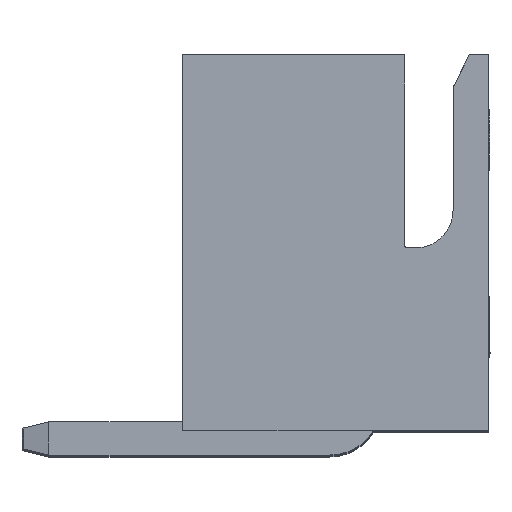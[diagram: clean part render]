
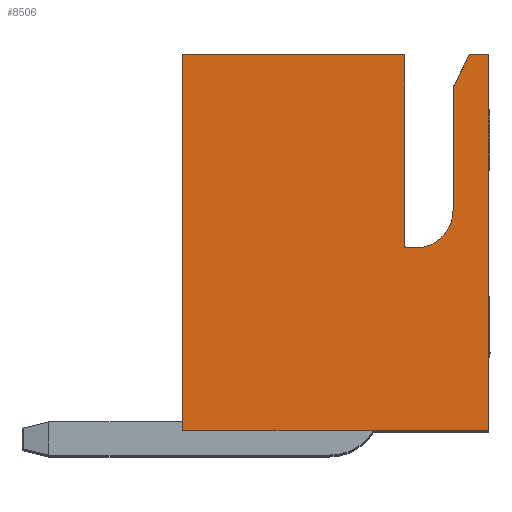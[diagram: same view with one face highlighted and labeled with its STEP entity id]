
A CAD part, top view. The second image highlights one B-rep face of the part: STEP entity #8506.
In plain terms, the highlighted planar face has unit normal (0, 0, 1).
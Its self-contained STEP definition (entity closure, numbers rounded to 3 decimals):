
#524=PLANE('',#9099);
#991=FACE_OUTER_BOUND('',#1468,.T.);
#1468=EDGE_LOOP('',(#7034,#7035,#7036,#7037,#7038,#7039,#7040,#7041,#7042,
#7043,#7044));
#1626=CIRCLE('',#9084,0.05);
#1630=CIRCLE('',#9100,0.7);
#2168=LINE('',#14935,#3035);
#2176=LINE('',#14950,#3043);
#2272=LINE('',#15507,#3139);
#2328=LINE('',#15640,#3195);
#2343=LINE('',#15676,#3210);
#2349=LINE('',#15688,#3216);
#2350=LINE('',#15691,#3217);
#2351=LINE('',#15692,#3218);
#2352=LINE('',#15693,#3219);
#3035=VECTOR('',#10577,10.);
#3043=VECTOR('',#10587,10.);
#3139=VECTOR('',#10751,10.);
#3195=VECTOR('',#10847,10.);
#3210=VECTOR('',#10882,10.);
#3216=VECTOR('',#10894,10.);
#3217=VECTOR('',#10897,10.);
#3218=VECTOR('',#10898,10.);
#3219=VECTOR('',#10899,10.);
#3830=VERTEX_POINT('',#14932);
#3831=VERTEX_POINT('',#14934);
#3837=VERTEX_POINT('',#14948);
#3915=VERTEX_POINT('',#15504);
#3916=VERTEX_POINT('',#15506);
#3971=VERTEX_POINT('',#15633);
#3973=VERTEX_POINT('',#15639);
#3983=VERTEX_POINT('',#15673);
#3984=VERTEX_POINT('',#15675);
#3987=VERTEX_POINT('',#15687);
#3988=VERTEX_POINT('',#15690);
#4831=EDGE_CURVE('',#3831,#3830,#2168,.T.);
#4839=EDGE_CURVE('',#3837,#3830,#2176,.T.);
#4971=EDGE_CURVE('',#3916,#3915,#2272,.T.);
#5034=EDGE_CURVE('',#3831,#3971,#1626,.T.);
#5037=EDGE_CURVE('',#3973,#3971,#2328,.T.);
#5055=EDGE_CURVE('',#3984,#3983,#2343,.T.);
#5061=EDGE_CURVE('',#3983,#3987,#2349,.T.);
#5062=EDGE_CURVE('',#3987,#3973,#1630,.T.);
#5063=EDGE_CURVE('',#3988,#3837,#2350,.T.);
#5064=EDGE_CURVE('',#3988,#3916,#2351,.T.);
#5065=EDGE_CURVE('',#3984,#3915,#2352,.T.);
#7034=ORIENTED_EDGE('',*,*,#5055,.T.);
#7035=ORIENTED_EDGE('',*,*,#5061,.T.);
#7036=ORIENTED_EDGE('',*,*,#5062,.T.);
#7037=ORIENTED_EDGE('',*,*,#5037,.T.);
#7038=ORIENTED_EDGE('',*,*,#5034,.F.);
#7039=ORIENTED_EDGE('',*,*,#4831,.T.);
#7040=ORIENTED_EDGE('',*,*,#4839,.F.);
#7041=ORIENTED_EDGE('',*,*,#5063,.F.);
#7042=ORIENTED_EDGE('',*,*,#5064,.T.);
#7043=ORIENTED_EDGE('',*,*,#4971,.T.);
#7044=ORIENTED_EDGE('',*,*,#5065,.F.);
#8506=ADVANCED_FACE('',(#991),#524,.T.);
#9084=AXIS2_PLACEMENT_3D('',#15634,#10840,#10841);
#9099=AXIS2_PLACEMENT_3D('',#15686,#10892,#10893);
#9100=AXIS2_PLACEMENT_3D('',#15689,#10895,#10896);
#10577=DIRECTION('',(0.,1.,0.));
#10587=DIRECTION('',(1.,0.,0.));
#10751=DIRECTION('',(0.,1.,0.));
#10840=DIRECTION('center_axis',(0.,0.,1.));
#10841=DIRECTION('ref_axis',(-0.707,-0.707,0.));
#10847=DIRECTION('',(-1.,0.,0.));
#10882=DIRECTION('',(-0.447,-0.894,0.));
#10892=DIRECTION('center_axis',(0.,0.,1.));
#10893=DIRECTION('ref_axis',(1.,0.,0.));
#10894=DIRECTION('',(0.,-1.,0.));
#10895=DIRECTION('center_axis',(0.,0.,-1.));
#10896=DIRECTION('ref_axis',(0.,-1.,0.));
#10897=DIRECTION('',(0.,1.,0.));
#10898=DIRECTION('',(1.,0.,0.));
#10899=DIRECTION('',(1.,0.,0.));
#14932=CARTESIAN_POINT('',(1.29,7.,12.79));
#14934=CARTESIAN_POINT('',(1.29,3.45,12.79));
#14935=CARTESIAN_POINT('',(1.29,1.7,12.79));
#14948=CARTESIAN_POINT('',(-2.85,7.,12.79));
#14950=CARTESIAN_POINT('',(-2.85,7.,12.79));
#15504=CARTESIAN_POINT('',(2.85,7.,12.79));
#15506=CARTESIAN_POINT('',(2.85,0.,12.79));
#15507=CARTESIAN_POINT('',(2.85,0.,12.79));
#15633=CARTESIAN_POINT('',(1.34,3.4,12.79));
#15634=CARTESIAN_POINT('Origin',(1.34,3.45,12.79));
#15639=CARTESIAN_POINT('',(1.49,3.4,12.79));
#15640=CARTESIAN_POINT('',(-0.68,3.4,12.79));
#15673=CARTESIAN_POINT('',(2.19,6.4,12.79));
#15675=CARTESIAN_POINT('',(2.49,7.,12.79));
#15676=CARTESIAN_POINT('',(0.556,3.132,12.79));
#15686=CARTESIAN_POINT('Origin',(-2.85,0.,12.79));
#15687=CARTESIAN_POINT('',(2.19,4.1,12.79));
#15688=CARTESIAN_POINT('',(2.19,3.5,12.79));
#15689=CARTESIAN_POINT('Origin',(1.49,4.1,12.79));
#15690=CARTESIAN_POINT('',(-2.85,0.,12.79));
#15691=CARTESIAN_POINT('',(-2.85,0.,12.79));
#15692=CARTESIAN_POINT('',(-2.85,0.,12.79));
#15693=CARTESIAN_POINT('',(-2.85,7.,12.79));
